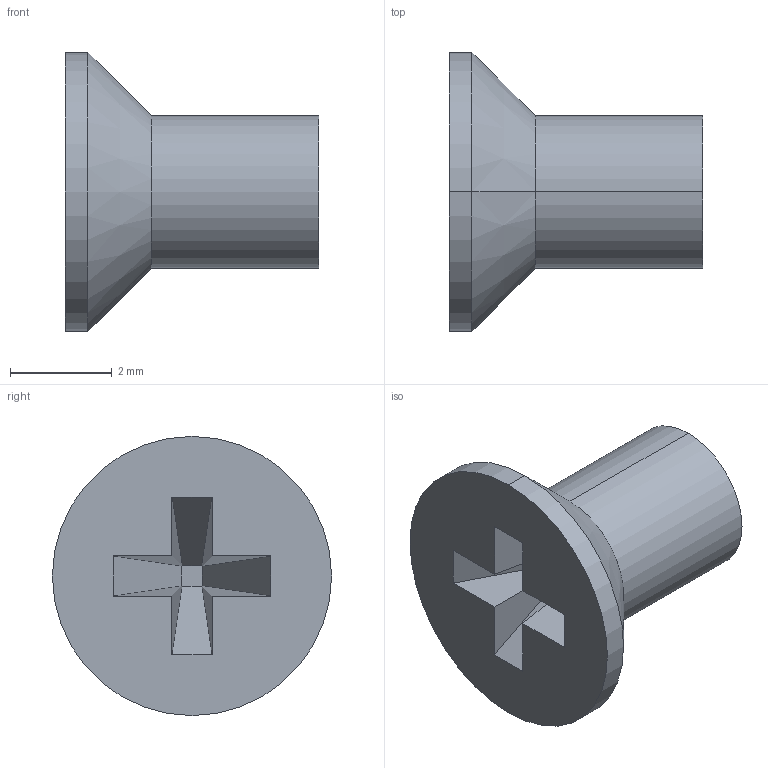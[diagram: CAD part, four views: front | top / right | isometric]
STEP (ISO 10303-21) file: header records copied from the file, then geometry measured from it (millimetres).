
FILE_DESCRIPTION (( 'STEP AP203' ), '1' );
FILE_NAME ('M3 x 5.STEP', '2020-11-22T09:33:03', ( '' ), ( '' ), 'SwSTEP 2.0', 'SolidWorks 2018', '' );
FILE_SCHEMA (( 'CONFIG_CONTROL_DESIGN' ));
Length unit declared in the file: millimetre
Products named in the file (1): M3 x 5
Bounding box: 5 x 5.5 x 5.5 mm (x, y, z)
Volume: 48.3 mm3; surface area: 104.7 mm2
Topology: 1 solids, 1 shells, 21 faces, 42 edges, 24 vertices
Faces by surface type: plane 15, cylinder 4, cone 2
Entity records: 605 total; most frequent: DIRECTION 94, CARTESIAN_POINT 88, ORIENTED_EDGE 84, EDGE_CURVE 42, VECTOR 34, LINE 34, AXIS2_PLACEMENT_3D 30, VERTEX_POINT 24
